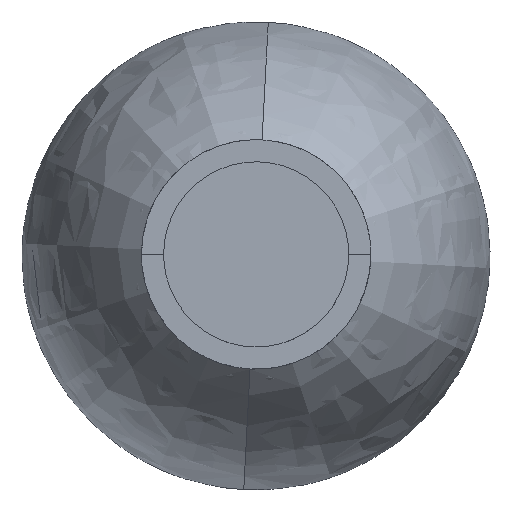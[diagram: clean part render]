
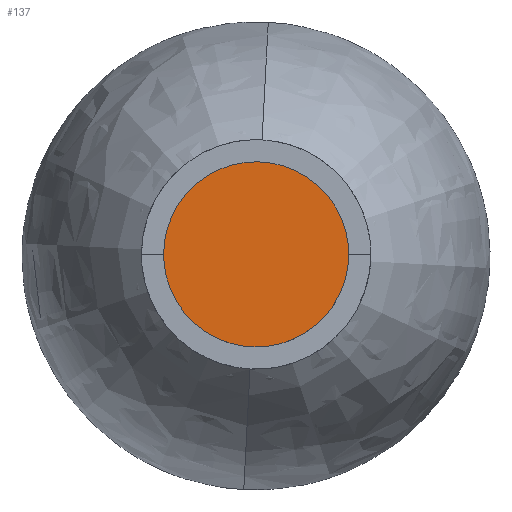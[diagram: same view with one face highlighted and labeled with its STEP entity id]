
A CAD part, top view. The second image highlights one B-rep face of the part: STEP entity #137.
In plain terms, the highlighted planar face has unit normal (0, 0, 1).
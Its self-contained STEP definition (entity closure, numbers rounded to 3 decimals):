
#137=ADVANCED_FACE($,(#273),#2024,.T.);
#273=FACE_OUTER_BOUND($,#409,.T.);
#409=EDGE_LOOP($,(#549,#550));
#549=ORIENTED_EDGE($,*,*,#1294,.F.);
#550=ORIENTED_EDGE($,*,*,#1282,.F.);
#1282=EDGE_CURVE($,#1653,#1659,#2032,.T.);
#1294=EDGE_CURVE($,#1659,#1653,#2036,.T.);
#1653=VERTEX_POINT($,#2821);
#1659=VERTEX_POINT($,#2827);
#2024=PLANE($,#2438);
#2032=(
BOUNDED_CURVE()
B_SPLINE_CURVE(2,(#2511,#2512,#2513,#2514,#2515),.UNSPECIFIED.,.F.,.F.)
B_SPLINE_CURVE_WITH_KNOTS((3,2,3),(0.,1.571,3.142),
.UNSPECIFIED.)
CURVE()
GEOMETRIC_REPRESENTATION_ITEM()
RATIONAL_B_SPLINE_CURVE((1.,0.707,1.,0.707,1.))
REPRESENTATION_ITEM($)
);
#2036=(
BOUNDED_CURVE()
B_SPLINE_CURVE(2,(#2585,#2586,#2587,#2588,#2589),.UNSPECIFIED.,.F.,.F.)
B_SPLINE_CURVE_WITH_KNOTS((3,2,3),(3.142,4.712,6.283),
.UNSPECIFIED.)
CURVE()
GEOMETRIC_REPRESENTATION_ITEM()
RATIONAL_B_SPLINE_CURVE((1.,0.707,1.,0.707,1.))
REPRESENTATION_ITEM($)
);
#2438=AXIS2_PLACEMENT_3D($,#2678,#2452,$);
#2452=DIRECTION($,(0.,0.,1.));
#2511=CARTESIAN_POINT($,(-60.385,20.952,562.189));
#2512=CARTESIAN_POINT($,(-60.385,93.227,562.189));
#2513=CARTESIAN_POINT($,(11.89,93.227,562.189));
#2514=CARTESIAN_POINT($,(84.165,93.227,562.189));
#2515=CARTESIAN_POINT($,(84.165,20.952,562.189));
#2585=CARTESIAN_POINT($,(84.165,20.952,562.189));
#2586=CARTESIAN_POINT($,(84.165,-51.323,562.189));
#2587=CARTESIAN_POINT($,(11.89,-51.323,562.189));
#2588=CARTESIAN_POINT($,(-60.385,-51.323,562.189));
#2589=CARTESIAN_POINT($,(-60.385,20.952,562.189));
#2678=CARTESIAN_POINT($,(-60.385,93.227,562.189));
#2821=CARTESIAN_POINT($,(-60.385,20.952,562.189));
#2827=CARTESIAN_POINT($,(84.165,20.952,562.189));
